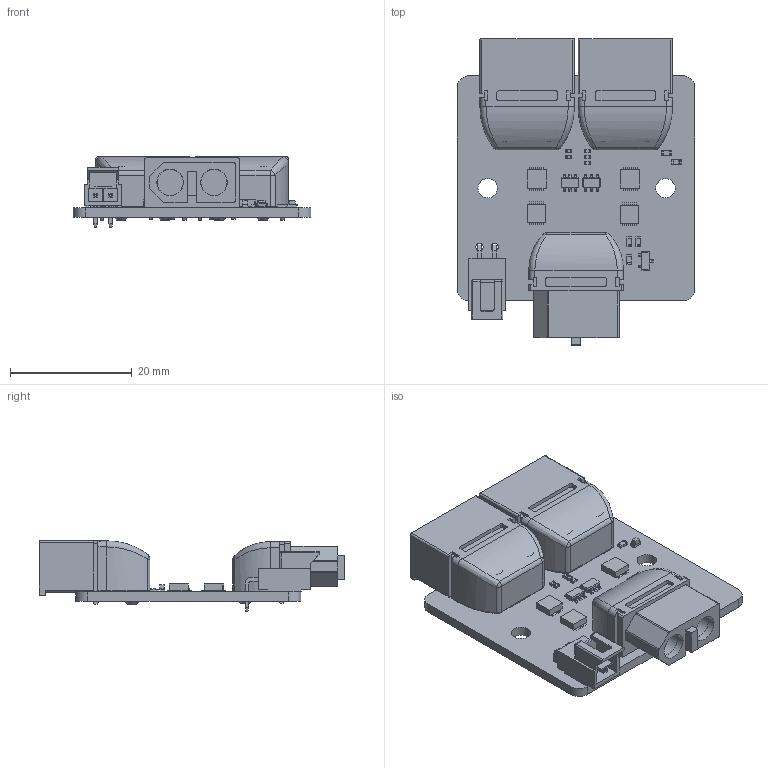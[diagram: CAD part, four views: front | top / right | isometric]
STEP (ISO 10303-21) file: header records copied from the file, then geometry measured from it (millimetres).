
FILE_DESCRIPTION(('KiCad electronic assembly'),'2;1');
FILE_NAME('LittleKiran.step','2024-08-06T00:58:55',('Pcbnew'),('Kicad'), 'Open CASCADE STEP processor 7.7','KiCad to STEP converter','Unknown' );
FILE_SCHEMA(('AUTOMOTIVE_DESIGN { 1 0 10303 214 1 1 1 1 }'));
Length unit declared in the file: millimetre
Products named in the file (20): LittleKiran 1; R_0603_1608Metric; XT60PW MALE; LED_0603_1608Metric; R_0402_1005Metric; SQS141ELNW-T1_GE3; ASSEMBLY; 1053131102; XT60PW FEMALE; SOT-23; SOT_23; TSOT-23-6; TSOT_23_6; _autosave-LittleKiran_PCB
Assembly tree (31 placements, depth 3):
  LittleKiran 1
    R_0603_1608Metric  x3
      R_0603_1608Metric
    XT60PW MALE  x2
      XT60PW MALE
    LED_0603_1608Metric  x2
      LED_0603_1608Metric
    R_0402_1005Metric  x5
      R_0402_1005Metric
    SQS141ELNW-T1_GE3  x4
      ASSEMBLY
    1053131102
      1053131102
    XT60PW FEMALE
      XT60PW FEMALE
    SOT-23
      SOT_23
    TSOT-23-6  x2
      TSOT_23_6
    _autosave-LittleKiran_PCB
Bounding box: 39 x 50.23 x 11.54 mm (x, y, z)
Volume: 6741.5 mm3; surface area: 9606.5 mm2
Topology: 66 solids, 66 shells, 1606 faces, 4020 edges, 2582 vertices
Faces by surface type: plane 1137, cylinder 312, bspline 93, torus 20, cone 20, revolution 16, sphere 8
Full cylindrical faces by diameter (mm): 1.2 x2, 1.7 x2, 2.7 x6, 3.2 x2
Entity records: 31228 total; most frequent: CARTESIAN_POINT 5214, ORIENTED_EDGE 4492, DIRECTION 4274, EDGE_CURVE 2246, LINE 1698, VECTOR 1698, VERTEX_POINT 1436, AXIS2_PLACEMENT_3D 1284
